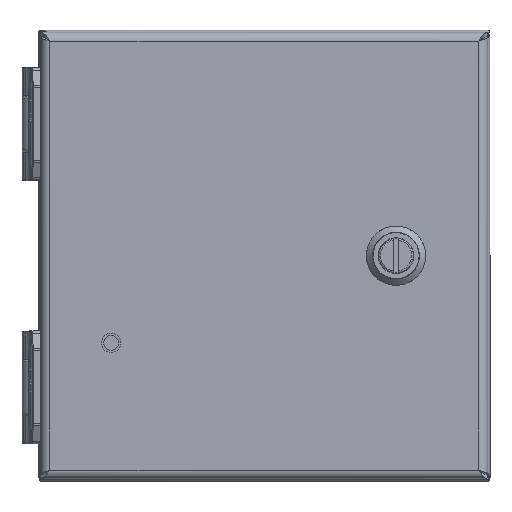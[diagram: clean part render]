
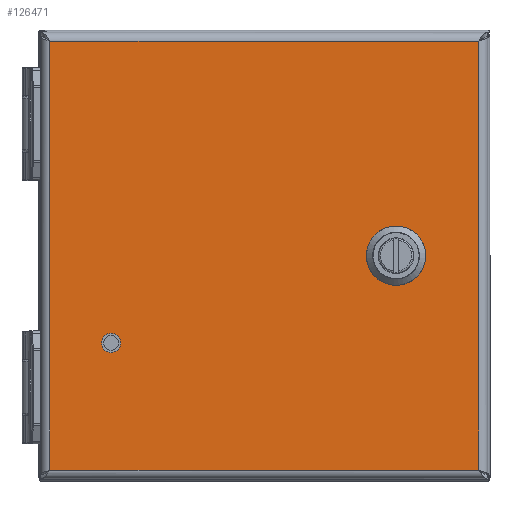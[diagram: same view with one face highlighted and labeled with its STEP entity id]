
A CAD part, top view. The second image highlights one B-rep face of the part: STEP entity #126471.
In plain terms, the highlighted planar face has unit normal (0, 0, 1).
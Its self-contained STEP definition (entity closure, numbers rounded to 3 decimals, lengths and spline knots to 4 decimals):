
#940 = AXIS2_PLACEMENT_3D ( 'NONE', #150040, #6183, #180062 ) ;
#4889 = CARTESIAN_POINT ( 'NONE',  ( 1.4439, 0.0884, 4.1845 ) ) ;
#6183 = DIRECTION ( 'NONE',  ( 0., 0., -1. ) ) ;
#6769 = EDGE_CURVE ( 'NONE', #61539, #115539, #140888, .T. ) ;
#6981 = VECTOR ( 'NONE', #110589, 39.3701 ) ;
#9532 = FACE_BOUND ( 'NONE', #19055, .T. ) ;
#9675 = CARTESIAN_POINT ( 'NONE',  ( 1.8399, -0.3075, 4.1845 ) ) ;
#13210 = DIRECTION ( 'NONE',  ( 0., 0., 1. ) ) ;
#13857 = CARTESIAN_POINT ( 'NONE',  ( 1.7515, 0., 4.1845 ) ) ;
#15624 = CARTESIAN_POINT ( 'NONE',  ( -2.8505, -2.85, 4.1845 ) ) ;
#17162 = AXIS2_PLACEMENT_3D ( 'NONE', #25521, #175776, #146683 ) ;
#19055 = EDGE_LOOP ( 'NONE', ( #163425, #40765, #48363, #111744, #39168, #44699, #31882, #43823 ) ) ;
#20770 = AXIS2_PLACEMENT_3D ( 'NONE', #103547, #117658, #89468 ) ;
#21808 = FACE_BOUND ( 'NONE', #156480, .T. ) ;
#23452 = CARTESIAN_POINT ( 'NONE',  ( -2.8505, 0., 4.1845 ) ) ;
#25521 = CARTESIAN_POINT ( 'NONE',  ( 1.7515, 0., 4.1845 ) ) ;
#27691 = AXIS2_PLACEMENT_3D ( 'NONE', #158905, #13210, #114706 ) ;
#30986 = CARTESIAN_POINT ( 'NONE',  ( 1.663, 0.3075, 4.1845 ) ) ;
#31882 = ORIENTED_EDGE ( 'NONE', *, *, #185860, .T. ) ;
#35684 = LINE ( 'NONE', #23452, #63766 ) ;
#35998 = EDGE_CURVE ( 'NONE', #84155, #80417, #180454, .T. ) ;
#39168 = ORIENTED_EDGE ( 'NONE', *, *, #116800, .T. ) ;
#40765 = ORIENTED_EDGE ( 'NONE', *, *, #120047, .T. ) ;
#42788 = EDGE_CURVE ( 'NONE', #44126, #44126, #81968, .T. ) ;
#43823 = ORIENTED_EDGE ( 'NONE', *, *, #62972, .T. ) ;
#44126 = VERTEX_POINT ( 'NONE', #156050 ) ;
#44363 = VERTEX_POINT ( 'NONE', #15624 ) ;
#44699 = ORIENTED_EDGE ( 'NONE', *, *, #83571, .T. ) ;
#45937 = VERTEX_POINT ( 'NONE', #49060 ) ;
#46830 = ORIENTED_EDGE ( 'NONE', *, *, #113127, .T. ) ;
#46999 = VECTOR ( 'NONE', #106998, 39.3701 ) ;
#47627 = CIRCLE ( 'NONE', #71668, 0.32 ) ;
#47734 = CARTESIAN_POINT ( 'NONE',  ( 1.7515, 0., 4.1845 ) ) ;
#48363 = ORIENTED_EDGE ( 'NONE', *, *, #59949, .T. ) ;
#49060 = CARTESIAN_POINT ( 'NONE',  ( 2.059, -0.0884, 4.1845 ) ) ;
#52378 = DIRECTION ( 'NONE',  ( 0., 0., -1. ) ) ;
#53231 = CARTESIAN_POINT ( 'NONE',  ( 1.8399, 0.3075, 4.1845 ) ) ;
#58652 = CARTESIAN_POINT ( 'NONE',  ( 1.663, -0.3075, 4.1845 ) ) ;
#59217 = VECTOR ( 'NONE', #94007, 39.3701 ) ;
#59949 = EDGE_CURVE ( 'NONE', #89071, #95354, #47627, .T. ) ;
#61306 = DIRECTION ( 'NONE',  ( 0.707, 0.707, 0. ) ) ;
#61539 = VERTEX_POINT ( 'NONE', #134081 ) ;
#62067 = VERTEX_POINT ( 'NONE', #127736 ) ;
#62972 = EDGE_CURVE ( 'NONE', #62067, #61539, #104667, .T. ) ;
#63766 = VECTOR ( 'NONE', #67568, 39.3701 ) ;
#67333 = LINE ( 'NONE', #53231, #6981 ) ;
#67568 = DIRECTION ( 'NONE',  ( 0., -1., 0. ) ) ;
#71668 = AXIS2_PLACEMENT_3D ( 'NONE', #13857, #85313, #171773 ) ;
#71685 = CARTESIAN_POINT ( 'NONE',  ( 2.8495, -2.85, 4.1845 ) ) ;
#78791 = LINE ( 'NONE', #174947, #46999 ) ;
#79221 = CARTESIAN_POINT ( 'NONE',  ( 2.8495, 2.85, 4.1845 ) ) ;
#80417 = VERTEX_POINT ( 'NONE', #175328 ) ;
#81189 = ORIENTED_EDGE ( 'NONE', *, *, #42788, .T. ) ;
#81968 = CIRCLE ( 'NONE', #940, 0.0981 ) ;
#83571 = EDGE_CURVE ( 'NONE', #45937, #98653, #126605, .T. ) ;
#84155 = VERTEX_POINT ( 'NONE', #79221 ) ;
#85313 = DIRECTION ( 'NONE',  ( 0., 0., -1. ) ) ;
#86319 = LINE ( 'NONE', #145518, #109890 ) ;
#89071 = VERTEX_POINT ( 'NONE', #30986 ) ;
#89114 = ORIENTED_EDGE ( 'NONE', *, *, #116201, .T. ) ;
#89468 = DIRECTION ( 'NONE',  ( 1., 0., 0. ) ) ;
#90563 = DIRECTION ( 'NONE',  ( -0.707, 0.707, 0. ) ) ;
#93253 = LINE ( 'NONE', #4889, #167445 ) ;
#94007 = DIRECTION ( 'NONE',  ( -1., 0., 0. ) ) ;
#95354 = VERTEX_POINT ( 'NONE', #155285 ) ;
#98653 = VERTEX_POINT ( 'NONE', #9675 ) ;
#103547 = CARTESIAN_POINT ( 'NONE',  ( 1.7515, 0., 4.1845 ) ) ;
#103778 = EDGE_LOOP ( 'NONE', ( #145011, #89114, #46830, #185680 ) ) ;
#104667 = LINE ( 'NONE', #58652, #153019 ) ;
#106998 = DIRECTION ( 'NONE',  ( 1., 0., 0. ) ) ;
#107164 = CARTESIAN_POINT ( 'NONE',  ( -0.0005, 2.85, 4.1845 ) ) ;
#109890 = VECTOR ( 'NONE', #151067, 39.3701 ) ;
#110589 = DIRECTION ( 'NONE',  ( 0.707, -0.707, 0. ) ) ;
#111744 = ORIENTED_EDGE ( 'NONE', *, *, #130158, .T. ) ;
#113127 = EDGE_CURVE ( 'NONE', #162588, #84155, #86319, .T. ) ;
#113729 = AXIS2_PLACEMENT_3D ( 'NONE', #47734, #52378, #180247 ) ;
#114706 = DIRECTION ( 'NONE',  ( 1., 0., 0. ) ) ;
#115539 = VERTEX_POINT ( 'NONE', #146299 ) ;
#116201 = EDGE_CURVE ( 'NONE', #44363, #162588, #78791, .T. ) ;
#116800 = EDGE_CURVE ( 'NONE', #121371, #45937, #146147, .T. ) ;
#117658 = DIRECTION ( 'NONE',  ( 0., 0., -1. ) ) ;
#120047 = EDGE_CURVE ( 'NONE', #115539, #89071, #93253, .T. ) ;
#121371 = VERTEX_POINT ( 'NONE', #184120 ) ;
#125698 = CARTESIAN_POINT ( 'NONE',  ( 2.059, -0.0884, 4.1845 ) ) ;
#126471 = ADVANCED_FACE ( 'NONE', ( #9532, #21808, #180610 ), #157009, .T. ) ;
#126605 = LINE ( 'NONE', #125698, #137665 ) ;
#126909 = EDGE_CURVE ( 'NONE', #80417, #44363, #35684, .T. ) ;
#127736 = CARTESIAN_POINT ( 'NONE',  ( 1.663, -0.3075, 4.1845 ) ) ;
#130158 = EDGE_CURVE ( 'NONE', #95354, #121371, #67333, .T. ) ;
#134081 = CARTESIAN_POINT ( 'NONE',  ( 1.4439, -0.0884, 4.1845 ) ) ;
#137665 = VECTOR ( 'NONE', #153003, 39.3701 ) ;
#140888 = CIRCLE ( 'NONE', #113729, 0.32 ) ;
#145011 = ORIENTED_EDGE ( 'NONE', *, *, #126909, .T. ) ;
#145518 = CARTESIAN_POINT ( 'NONE',  ( 2.8495, 0., 4.1845 ) ) ;
#146147 = CIRCLE ( 'NONE', #17162, 0.32 ) ;
#146299 = CARTESIAN_POINT ( 'NONE',  ( 1.4439, 0.0884, 4.1845 ) ) ;
#146683 = DIRECTION ( 'NONE',  ( 1., 0., 0. ) ) ;
#146902 = CIRCLE ( 'NONE', #20770, 0.32 ) ;
#150040 = CARTESIAN_POINT ( 'NONE',  ( -2.0355, -1.16, 4.1845 ) ) ;
#151067 = DIRECTION ( 'NONE',  ( 0., 1., 0. ) ) ;
#153003 = DIRECTION ( 'NONE',  ( -0.707, -0.707, 0. ) ) ;
#153019 = VECTOR ( 'NONE', #90563, 39.3701 ) ;
#155285 = CARTESIAN_POINT ( 'NONE',  ( 1.8399, 0.3075, 4.1845 ) ) ;
#156050 = CARTESIAN_POINT ( 'NONE',  ( -1.9375, -1.16, 4.1845 ) ) ;
#156480 = EDGE_LOOP ( 'NONE', ( #81189 ) ) ;
#157009 = PLANE ( 'NONE',  #27691 ) ;
#158905 = CARTESIAN_POINT ( 'NONE',  ( -0.0005, 0., 4.1845 ) ) ;
#162588 = VERTEX_POINT ( 'NONE', #71685 ) ;
#163425 = ORIENTED_EDGE ( 'NONE', *, *, #6769, .T. ) ;
#167445 = VECTOR ( 'NONE', #61306, 39.3701 ) ;
#171773 = DIRECTION ( 'NONE',  ( 1., 0., 0. ) ) ;
#174947 = CARTESIAN_POINT ( 'NONE',  ( -0.0005, -2.85, 4.1845 ) ) ;
#175328 = CARTESIAN_POINT ( 'NONE',  ( -2.8505, 2.85, 4.1845 ) ) ;
#175776 = DIRECTION ( 'NONE',  ( 0., 0., -1. ) ) ;
#180062 = DIRECTION ( 'NONE',  ( 1., 0., 0. ) ) ;
#180247 = DIRECTION ( 'NONE',  ( 1., 0., 0. ) ) ;
#180454 = LINE ( 'NONE', #107164, #59217 ) ;
#180610 = FACE_OUTER_BOUND ( 'NONE', #103778, .T. ) ;
#184120 = CARTESIAN_POINT ( 'NONE',  ( 2.059, 0.0884, 4.1845 ) ) ;
#185680 = ORIENTED_EDGE ( 'NONE', *, *, #35998, .T. ) ;
#185860 = EDGE_CURVE ( 'NONE', #98653, #62067, #146902, .T. ) ;
